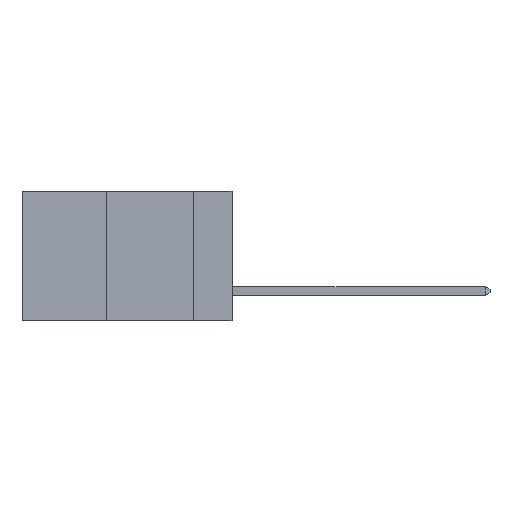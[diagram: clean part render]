
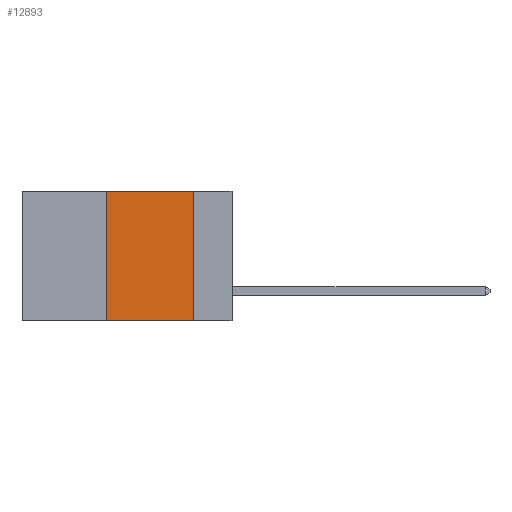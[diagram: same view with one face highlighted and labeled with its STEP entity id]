
A CAD part, left-side view. The second image highlights one B-rep face of the part: STEP entity #12893.
In plain terms, the highlighted planar face has unit normal (-1, 0, 0).
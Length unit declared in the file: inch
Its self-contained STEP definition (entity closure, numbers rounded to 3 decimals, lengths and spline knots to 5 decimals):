
#1470 = DIRECTION ( 'NONE',  ( 0., 0., -1. ) ) ;
#1578 = DIRECTION ( 'NONE',  ( 0., -1., 0. ) ) ;
#1741 = DIRECTION ( 'NONE',  ( 0., 0., -1. ) ) ;
#1838 = EDGE_CURVE ( 'NONE', #10892, #28073, #5876, .T. ) ;
#2343 = CARTESIAN_POINT ( 'NONE',  ( 0., 0.11, 0. ) ) ;
#2958 = CARTESIAN_POINT ( 'NONE',  ( 0., 0.36, 0. ) ) ;
#4827 = CARTESIAN_POINT ( 'NONE',  ( 0., 0.6, 0. ) ) ;
#5172 = VECTOR ( 'NONE', #1741, 39.37008 ) ;
#5876 = LINE ( 'NONE', #2343, #5172 ) ;
#6379 = VECTOR ( 'NONE', #17022, 39.37008 ) ;
#7109 = LINE ( 'NONE', #2958, #6379 ) ;
#7139 = DIRECTION ( 'NONE',  ( 0., -1., 0. ) ) ;
#7268 = LINE ( 'NONE', #29614, #19096 ) ;
#9767 = EDGE_CURVE ( 'NONE', #12253, #10892, #16408, .T. ) ;
#10165 = AXIS2_PLACEMENT_3D ( 'NONE', #29501, #15526, #1470 ) ;
#10892 = VERTEX_POINT ( 'NONE', #21128 ) ;
#11068 = EDGE_CURVE ( 'NONE', #25333, #12253, #7109, .T. ) ;
#12253 = VERTEX_POINT ( 'NONE', #27211 ) ;
#12893 = ADVANCED_FACE ( 'NONE', ( #26947 ), #13166, .F. ) ;
#13166 = PLANE ( 'NONE',  #10165 ) ;
#13275 = ORIENTED_EDGE ( 'NONE', *, *, #9767, .F. ) ;
#14518 = ORIENTED_EDGE ( 'NONE', *, *, #16123, .T. ) ;
#15526 = DIRECTION ( 'NONE',  ( 1., 0., 0. ) ) ;
#16123 = EDGE_CURVE ( 'NONE', #25333, #28073, #7268, .T. ) ;
#16408 = LINE ( 'NONE', #4827, #28100 ) ;
#17022 = DIRECTION ( 'NONE',  ( 0., 0., 1. ) ) ;
#19096 = VECTOR ( 'NONE', #1578, 39.37008 ) ;
#20612 = ORIENTED_EDGE ( 'NONE', *, *, #1838, .F. ) ;
#21128 = CARTESIAN_POINT ( 'NONE',  ( 0., 0.11, 0. ) ) ;
#24095 = EDGE_LOOP ( 'NONE', ( #20612, #13275, #29973, #14518 ) ) ;
#25139 = CARTESIAN_POINT ( 'NONE',  ( 0., 0.36, -0.37 ) ) ;
#25333 = VERTEX_POINT ( 'NONE', #25139 ) ;
#26947 = FACE_OUTER_BOUND ( 'NONE', #24095, .T. ) ;
#27211 = CARTESIAN_POINT ( 'NONE',  ( 0., 0.36, 0. ) ) ;
#28073 = VERTEX_POINT ( 'NONE', #28240 ) ;
#28100 = VECTOR ( 'NONE', #7139, 39.37008 ) ;
#28240 = CARTESIAN_POINT ( 'NONE',  ( 0., 0.11, -0.37 ) ) ;
#29501 = CARTESIAN_POINT ( 'NONE',  ( 0., 0.6, 0. ) ) ;
#29614 = CARTESIAN_POINT ( 'NONE',  ( 0., 0.6, -0.37 ) ) ;
#29973 = ORIENTED_EDGE ( 'NONE', *, *, #11068, .F. ) ;
